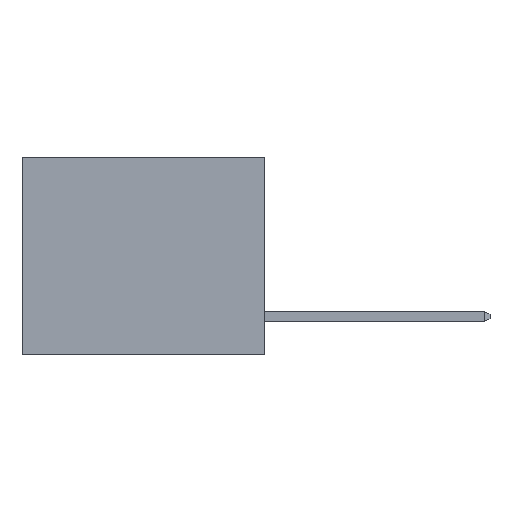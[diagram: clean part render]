
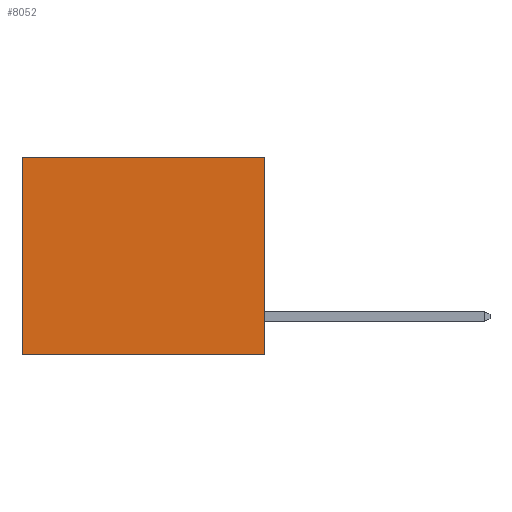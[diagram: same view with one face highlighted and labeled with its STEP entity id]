
A CAD part, left-side view. The second image highlights one B-rep face of the part: STEP entity #8052.
In plain terms, the highlighted planar face has unit normal (-1, 0, 0).
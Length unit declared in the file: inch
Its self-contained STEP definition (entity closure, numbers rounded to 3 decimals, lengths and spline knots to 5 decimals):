
#111 = PLANE ( 'NONE',  #7804 ) ;
#254 = DIRECTION ( 'NONE',  ( 0., 0., -1. ) ) ;
#532 = ORIENTED_EDGE ( 'NONE', *, *, #7800, .F. ) ;
#1442 = CARTESIAN_POINT ( 'NONE',  ( 0.3165, 0., -0.49 ) ) ;
#1740 = DIRECTION ( 'NONE',  ( 0., 1., 0. ) ) ;
#1918 = LINE ( 'NONE', #4200, #11720 ) ;
#2049 = LINE ( 'NONE', #9014, #4873 ) ;
#2166 = DIRECTION ( 'NONE',  ( 0., 1., 0. ) ) ;
#2238 = VERTEX_POINT ( 'NONE', #5205 ) ;
#2489 = CARTESIAN_POINT ( 'NONE',  ( 0.3165, 0., -0.49 ) ) ;
#2742 = EDGE_LOOP ( 'NONE', ( #13498, #10101, #532, #7179 ) ) ;
#3811 = EDGE_CURVE ( 'NONE', #2238, #4031, #8324, .T. ) ;
#4031 = VERTEX_POINT ( 'NONE', #11171 ) ;
#4200 = CARTESIAN_POINT ( 'NONE',  ( 0.3165, 0., -0.49 ) ) ;
#4330 = DIRECTION ( 'NONE',  ( 0., 0., -1. ) ) ;
#4612 = CARTESIAN_POINT ( 'NONE',  ( 0.3165, 0., 0. ) ) ;
#4830 = VECTOR ( 'NONE', #4330, 39.37008 ) ;
#4873 = VECTOR ( 'NONE', #2166, 39.37008 ) ;
#5205 = CARTESIAN_POINT ( 'NONE',  ( 0.3165, 0.6, 0. ) ) ;
#6278 = EDGE_CURVE ( 'NONE', #12270, #2238, #2049, .T. ) ;
#6888 = VECTOR ( 'NONE', #13116, 39.37008 ) ;
#7179 = ORIENTED_EDGE ( 'NONE', *, *, #6278, .T. ) ;
#7800 = EDGE_CURVE ( 'NONE', #12270, #13696, #13990, .T. ) ;
#7804 = AXIS2_PLACEMENT_3D ( 'NONE', #2489, #8204, #254 ) ;
#8052 = ADVANCED_FACE ( 'NONE', ( #12035 ), #111, .F. ) ;
#8204 = DIRECTION ( 'NONE',  ( 1., 0., 0. ) ) ;
#8324 = LINE ( 'NONE', #13222, #6888 ) ;
#9014 = CARTESIAN_POINT ( 'NONE',  ( 0.3165, 0., 0. ) ) ;
#10101 = ORIENTED_EDGE ( 'NONE', *, *, #14078, .F. ) ;
#11171 = CARTESIAN_POINT ( 'NONE',  ( 0.3165, 0.6, -0.49 ) ) ;
#11211 = CARTESIAN_POINT ( 'NONE',  ( 0.3165, 0., -0.49 ) ) ;
#11720 = VECTOR ( 'NONE', #1740, 39.37008 ) ;
#12035 = FACE_OUTER_BOUND ( 'NONE', #2742, .T. ) ;
#12270 = VERTEX_POINT ( 'NONE', #4612 ) ;
#13116 = DIRECTION ( 'NONE',  ( 0., 0., -1. ) ) ;
#13222 = CARTESIAN_POINT ( 'NONE',  ( 0.3165, 0.6, -0.49 ) ) ;
#13498 = ORIENTED_EDGE ( 'NONE', *, *, #3811, .T. ) ;
#13696 = VERTEX_POINT ( 'NONE', #1442 ) ;
#13990 = LINE ( 'NONE', #11211, #4830 ) ;
#14078 = EDGE_CURVE ( 'NONE', #13696, #4031, #1918, .T. ) ;
